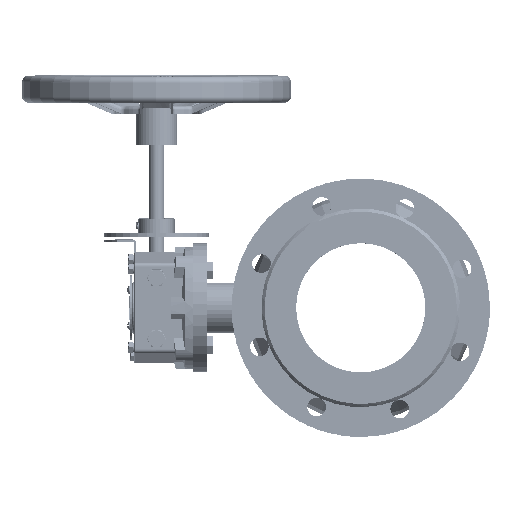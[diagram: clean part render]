
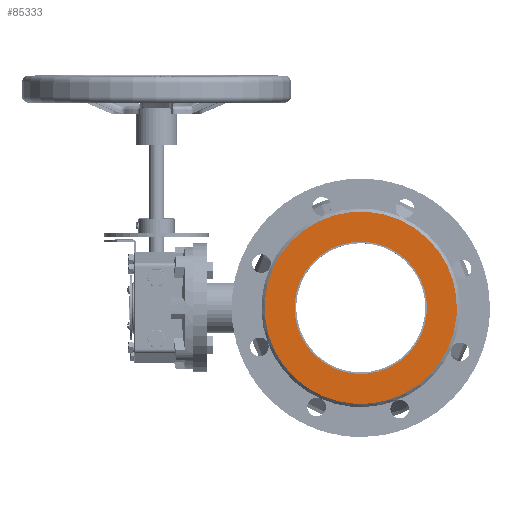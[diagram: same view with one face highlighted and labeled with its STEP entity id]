
A CAD part, left-side view. The second image highlights one B-rep face of the part: STEP entity #85333.
In plain terms, the highlighted face is planar.
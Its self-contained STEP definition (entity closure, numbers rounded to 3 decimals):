
#3521 = ORIENTED_EDGE ( 'NONE', *, *, #21101, .F. ) ;
#4977 = ORIENTED_EDGE ( 'NONE', *, *, #41818, .F. ) ;
#12426 = AXIS2_PLACEMENT_3D ( 'NONE', #171962, #41868, #87394 ) ;
#21101 = EDGE_CURVE ( 'NONE', #150885, #85412, #37354, .T. ) ;
#24693 = CARTESIAN_POINT ( 'NONE',  ( 0., 0., 22. ) ) ;
#28940 = CARTESIAN_POINT ( 'NONE',  ( 93., 0., 22. ) ) ;
#29529 = PLANE ( 'NONE',  #12426 ) ;
#32345 = DIRECTION ( 'NONE',  ( 0., 0., 1. ) ) ;
#34982 = EDGE_LOOP ( 'NONE', ( #3521, #4977 ) ) ;
#37354 = CIRCLE ( 'NONE', #94938, 64. ) ;
#41818 = EDGE_CURVE ( 'NONE', #85412, #150885, #106473, .T. ) ;
#41868 = DIRECTION ( 'NONE',  ( 0., 0., 1. ) ) ;
#48907 = AXIS2_PLACEMENT_3D ( 'NONE', #24693, #94907, #126204 ) ;
#53660 = EDGE_CURVE ( 'NONE', #88670, #81981, #110519, .T. ) ;
#57074 = FACE_OUTER_BOUND ( 'NONE', #65372, .T. ) ;
#61880 = CIRCLE ( 'NONE', #168012, 93. ) ;
#65372 = EDGE_LOOP ( 'NONE', ( #133096, #105982 ) ) ;
#68809 = CARTESIAN_POINT ( 'NONE',  ( -93., 0., 22. ) ) ;
#77475 = DIRECTION ( 'NONE',  ( 1., 0., 0. ) ) ;
#77881 = CARTESIAN_POINT ( 'NONE',  ( 0., 0., 22. ) ) ;
#81194 = CARTESIAN_POINT ( 'NONE',  ( 0., 0., 22. ) ) ;
#81981 = VERTEX_POINT ( 'NONE', #68809 ) ;
#85333 = ADVANCED_FACE ( 'NONE', ( #57074, #142506 ), #29529, .T. ) ;
#85412 = VERTEX_POINT ( 'NONE', #106285 ) ;
#87394 = DIRECTION ( 'NONE',  ( 1., 0., 0. ) ) ;
#88670 = VERTEX_POINT ( 'NONE', #28940 ) ;
#92602 = DIRECTION ( 'NONE',  ( 1., 0., 0. ) ) ;
#94907 = DIRECTION ( 'NONE',  ( 0., 0., 1. ) ) ;
#94938 = AXIS2_PLACEMENT_3D ( 'NONE', #81194, #152429, #92602 ) ;
#105893 = CARTESIAN_POINT ( 'NONE',  ( 64., 0., 22. ) ) ;
#105940 = DIRECTION ( 'NONE',  ( 0., 0., 1. ) ) ;
#105982 = ORIENTED_EDGE ( 'NONE', *, *, #53660, .T. ) ;
#106285 = CARTESIAN_POINT ( 'NONE',  ( -64., 0., 22. ) ) ;
#106473 = CIRCLE ( 'NONE', #48907, 64. ) ;
#110519 = CIRCLE ( 'NONE', #159073, 93. ) ;
#126204 = DIRECTION ( 'NONE',  ( 1., 0., 0. ) ) ;
#133096 = ORIENTED_EDGE ( 'NONE', *, *, #158203, .T. ) ;
#142506 = FACE_BOUND ( 'NONE', #34982, .T. ) ;
#150885 = VERTEX_POINT ( 'NONE', #105893 ) ;
#151513 = CARTESIAN_POINT ( 'NONE',  ( 0., 0., 22. ) ) ;
#152429 = DIRECTION ( 'NONE',  ( 0., 0., 1. ) ) ;
#158203 = EDGE_CURVE ( 'NONE', #81981, #88670, #61880, .T. ) ;
#159073 = AXIS2_PLACEMENT_3D ( 'NONE', #151513, #105940, #77475 ) ;
#168012 = AXIS2_PLACEMENT_3D ( 'NONE', #77881, #32345, #175735 ) ;
#171962 = CARTESIAN_POINT ( 'NONE',  ( 0., 0., 22. ) ) ;
#175735 = DIRECTION ( 'NONE',  ( 1., 0., 0. ) ) ;
